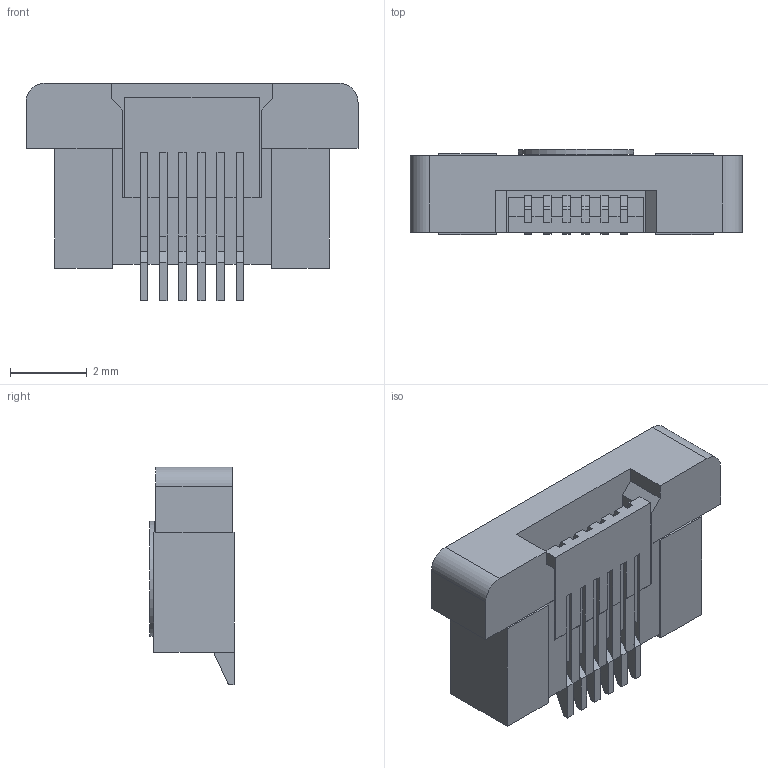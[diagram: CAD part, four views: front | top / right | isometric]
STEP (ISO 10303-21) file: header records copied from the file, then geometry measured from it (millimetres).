
FILE_DESCRIPTION(/* description */ ('STEP AP214'),/* implementation_level */ '2;1');
FILE_NAME(/* name */ 'ZF5S-06-01-T-WT-K-TR',/* time_stamp */ '2024-05-29T22:37:54+02:00',/* author */ ('License CC BY-ND 4.0'),/* organization */ ('CADENAS'),/* preprocessor_version */ 'ST-DEVELOPER v19.3',/* originating_system */ 'PARTsolutions',/* authorisation */ ' ');
FILE_SCHEMA (('AUTOMOTIVE_DESIGN {1 0 10303 214 3 1 1}'));
Length unit declared in the file: millimetre
Products named in the file (4): ZF5S-06-01-T-WT-K-TR; ZF5S-06-01-WT_socket; C-297-06-01_pins; K-DOT-.118-.219-.005_polyamide_pick
Assembly tree (3 placements, depth 2):
  ZF5S-06-01-T-WT-K-TR
    ZF5S-06-01-WT_socket
    C-297-06-01_pins
    K-DOT-.118-.219-.005_polyamide_pick
Bounding box: 8.65 x 2.21 x 5.67 mm (x, y, z)
Volume: 71.5 mm3; surface area: 265.4 mm2
Topology: 3 solids, 3 shells, 268 faces, 776 edges, 514 vertices
Faces by surface type: plane 247, cylinder 21
Full cylindrical faces by diameter (mm): 3 x1
Entity records: 8760 total; most frequent: CARTESIAN_POINT 1561, ORIENTED_EDGE 1550, DIRECTION 1361, EDGE_CURVE 775, LINE 733, VECTOR 733, VERTEX_POINT 514, AXIS2_PLACEMENT_3D 314
